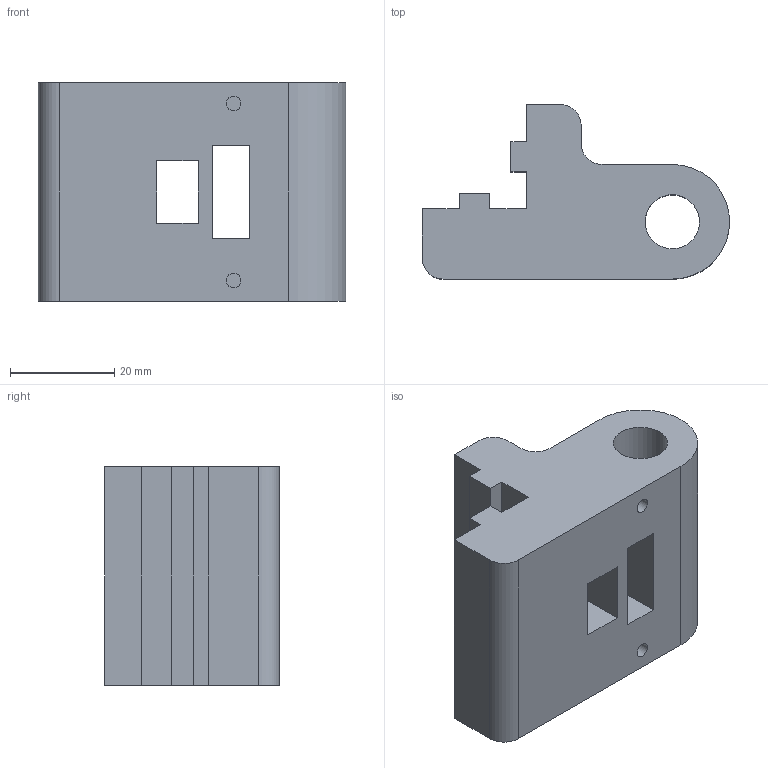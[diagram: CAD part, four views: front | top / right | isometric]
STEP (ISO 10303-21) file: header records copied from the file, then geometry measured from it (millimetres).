
FILE_DESCRIPTION(('FreeCAD Model'),'2;1');
FILE_NAME('Open CASCADE Shape Model','2021-12-19T17:01:07',('Author'),( ''),'Open CASCADE STEP processor 7.5','FreeCAD','Unknown');
FILE_SCHEMA(('AUTOMOTIVE_DESIGN { 1 0 10303 214 1 1 1 1 }'));
Length unit declared in the file: millimetre
Products named in the file (1): Bush.Drills
Bounding box: 59 x 33.5 x 42 mm (x, y, z)
Volume: 41768.1 mm3; surface area: 13578 mm2
Topology: 1 solids, 1 shells, 44 faces, 114 edges, 76 vertices
Faces by surface type: plane 32, cylinder 12
Full cylindrical faces by diameter (mm): 2.8 x6, 10.4 x1
Entity records: 2862 total; most frequent: CARTESIAN_POINT 526, DIRECTION 432, LINE 265, VECTOR 265, ORIENTED_EDGE 228, PCURVE 228, DEFINITIONAL_REPRESENTATION 228, EDGE_CURVE 114
